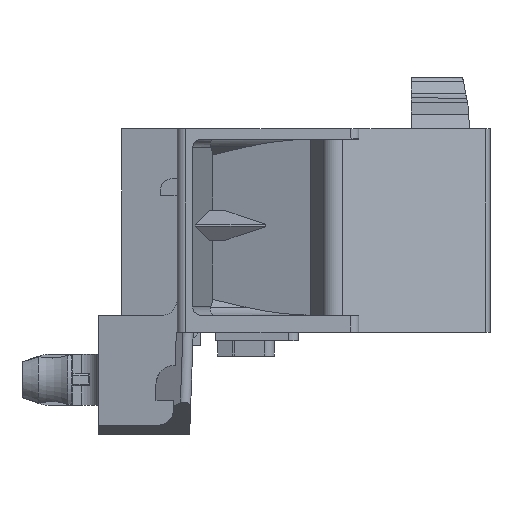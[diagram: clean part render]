
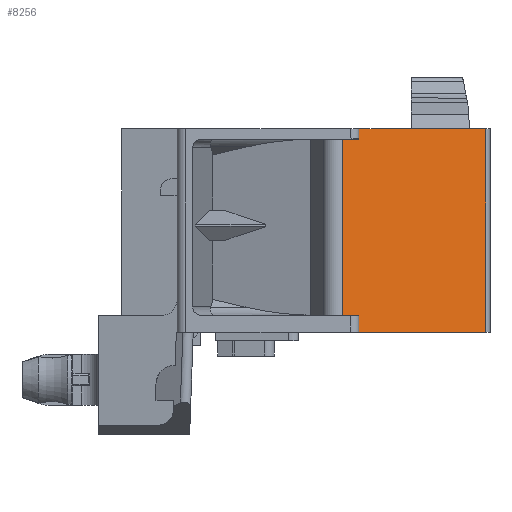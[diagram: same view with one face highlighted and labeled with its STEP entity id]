
A CAD part, left-side view. The second image highlights one B-rep face of the part: STEP entity #8256.
In plain terms, the highlighted planar face has unit normal (-0.866, -0.5, 0).
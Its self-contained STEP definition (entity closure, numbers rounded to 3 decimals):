
#8256=ADVANCED_FACE('',(#9664),#9183,.T.);
#9183=PLANE('',#24905);
#9664=FACE_OUTER_BOUND('',#10590,.T.);
#10590=EDGE_LOOP('',(#11803,#11804,#11805,#11806,#11807,#11808,#11809,#11810));
#11803=ORIENTED_EDGE('',*,*,#18733,.F.);
#11804=ORIENTED_EDGE('',*,*,#18734,.F.);
#11805=ORIENTED_EDGE('',*,*,#18616,.T.);
#11806=ORIENTED_EDGE('',*,*,#18732,.T.);
#11807=ORIENTED_EDGE('',*,*,#18735,.F.);
#11808=ORIENTED_EDGE('',*,*,#18736,.F.);
#11809=ORIENTED_EDGE('',*,*,#18737,.T.);
#11810=ORIENTED_EDGE('',*,*,#18738,.F.);
#16887=VERTEX_POINT('',#29016);
#16888=VERTEX_POINT('',#29018);
#16989=VERTEX_POINT('',#29275);
#16990=VERTEX_POINT('',#29279);
#16991=VERTEX_POINT('',#29280);
#16992=VERTEX_POINT('',#29283);
#16993=VERTEX_POINT('',#29285);
#16994=VERTEX_POINT('',#29287);
#18616=EDGE_CURVE('',#16888,#16887,#21226,.T.);
#18732=EDGE_CURVE('',#16887,#16989,#21321,.T.);
#18733=EDGE_CURVE('',#16990,#16991,#21322,.T.);
#18734=EDGE_CURVE('',#16888,#16990,#21323,.T.);
#18735=EDGE_CURVE('',#16992,#16989,#21324,.T.);
#18736=EDGE_CURVE('',#16993,#16992,#21325,.T.);
#18737=EDGE_CURVE('',#16993,#16994,#21326,.T.);
#18738=EDGE_CURVE('',#16991,#16994,#21327,.T.);
#21226=LINE('',#29017,#22895);
#21321=LINE('',#29276,#22990);
#21322=LINE('',#29278,#22991);
#21323=LINE('',#29281,#22992);
#21324=LINE('',#29282,#22993);
#21325=LINE('',#29284,#22994);
#21326=LINE('',#29286,#22995);
#21327=LINE('',#29288,#22996);
#22895=VECTOR('',#25601,1.);
#22990=VECTOR('',#25752,1.);
#22991=VECTOR('',#25755,1.);
#22992=VECTOR('',#25756,1.);
#22993=VECTOR('',#25757,1.);
#22994=VECTOR('',#25758,1.);
#22995=VECTOR('',#25759,1.);
#22996=VECTOR('',#25760,1.);
#24905=AXIS2_PLACEMENT_3D('',#29289,#25761,#25762);
#25601=DIRECTION('',(0.5,-0.866,0.));
#25752=DIRECTION('',(0.,0.,1.));
#25755=DIRECTION('',(-0.5,0.866,0.));
#25756=DIRECTION('',(0.,0.,1.));
#25757=DIRECTION('',(0.5,-0.866,0.));
#25758=DIRECTION('',(0.,0.,1.));
#25759=DIRECTION('',(-0.5,0.866,0.));
#25760=DIRECTION('',(0.,0.,1.));
#25761=DIRECTION('',(-0.866,-0.5,0.));
#25762=DIRECTION('',(0.5,-0.866,0.));
#29016=CARTESIAN_POINT('',(-10.243,-21.978,0.));
#29017=CARTESIAN_POINT('',(-14.561,-14.498,0.));
#29018=CARTESIAN_POINT('',(-14.561,-14.498,0.));
#29275=CARTESIAN_POINT('',(-10.243,-21.978,12.));
#29276=CARTESIAN_POINT('',(-10.243,-21.978,0.));
#29278=CARTESIAN_POINT('',(-14.561,-14.498,1.));
#29279=CARTESIAN_POINT('',(-14.561,-14.498,1.));
#29280=CARTESIAN_POINT('',(-15.136,-13.503,1.));
#29281=CARTESIAN_POINT('',(-14.561,-14.498,0.));
#29282=CARTESIAN_POINT('',(-14.561,-14.498,12.));
#29283=CARTESIAN_POINT('',(-14.561,-14.498,12.));
#29284=CARTESIAN_POINT('',(-14.561,-14.498,11.4));
#29285=CARTESIAN_POINT('',(-14.561,-14.498,11.4));
#29286=CARTESIAN_POINT('',(-14.561,-14.498,11.4));
#29287=CARTESIAN_POINT('',(-15.136,-13.503,11.4));
#29288=CARTESIAN_POINT('',(-15.136,-13.503,1.));
#29289=CARTESIAN_POINT('',(-14.561,-14.498,0.));
